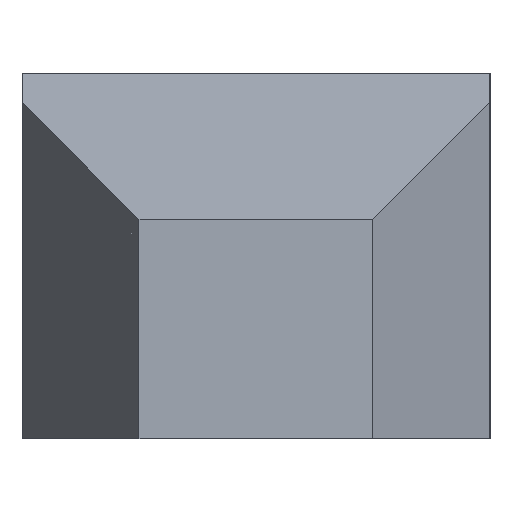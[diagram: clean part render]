
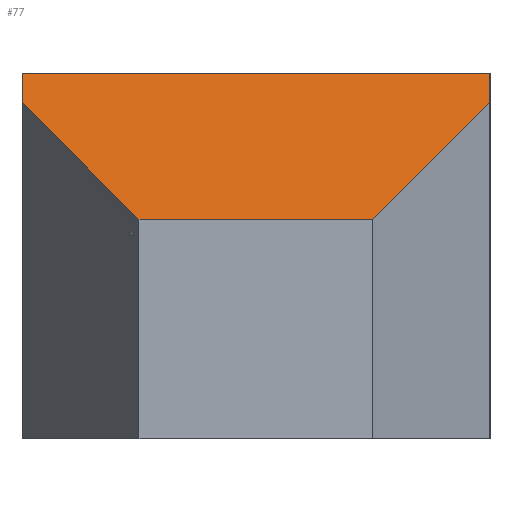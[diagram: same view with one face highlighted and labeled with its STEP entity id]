
A CAD part, left-side view. The second image highlights one B-rep face of the part: STEP entity #77.
In plain terms, the highlighted planar face has unit normal (-0.5, 0, 0.866).
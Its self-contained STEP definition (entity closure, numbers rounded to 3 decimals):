
#77 = ADVANCED_FACE( '', ( #104 ), #105, .T. );
#104 = FACE_OUTER_BOUND( '', #154, .T. );
#105 = PLANE( '', #155 );
#154 = EDGE_LOOP( '', ( #214, #215, #216, #217, #218, #219 ) );
#155 = AXIS2_PLACEMENT_3D( '', #220, #221, #222 );
#214 = ORIENTED_EDGE( '', *, *, #396, .F. );
#215 = ORIENTED_EDGE( '', *, *, #397, .F. );
#216 = ORIENTED_EDGE( '', *, *, #398, .T. );
#217 = ORIENTED_EDGE( '', *, *, #399, .T. );
#218 = ORIENTED_EDGE( '', *, *, #400, .F. );
#219 = ORIENTED_EDGE( '', *, *, #389, .F. );
#220 = CARTESIAN_POINT( '', ( -75., -16., 15. ) );
#221 = DIRECTION( '', ( -0.5, 0., 0.866 ) );
#222 = DIRECTION( '', ( 0.866, 0., 0.5 ) );
#389 = EDGE_CURVE( '', #446, #449, #450, .T. );
#396 = EDGE_CURVE( '', #462, #446, #463, .T. );
#397 = EDGE_CURVE( '', #464, #462, #465, .T. );
#398 = EDGE_CURVE( '', #464, #466, #467, .T. );
#399 = EDGE_CURVE( '', #466, #468, #469, .T. );
#400 = EDGE_CURVE( '', #449, #468, #470, .T. );
#446 = VERTEX_POINT( '', #540 );
#449 = VERTEX_POINT( '', #544 );
#450 = LINE( '', #545, #546 );
#462 = VERTEX_POINT( '', #562 );
#463 = LINE( '', #563, #564 );
#464 = VERTEX_POINT( '', #565 );
#465 = LINE( '', #566, #567 );
#466 = VERTEX_POINT( '', #568 );
#467 = LINE( '', #569, #570 );
#468 = VERTEX_POINT( '', #571 );
#469 = LINE( '', #572, #573 );
#470 = LINE( '', #574, #575 );
#540 = CARTESIAN_POINT( '', ( -75., 8., 15. ) );
#544 = CARTESIAN_POINT( '', ( -61.144, 16., 23. ) );
#545 = CARTESIAN_POINT( '', ( -71.536, 10., 17. ) );
#546 = VECTOR( '', #685, 1000. );
#562 = CARTESIAN_POINT( '', ( -75., -8., 15. ) );
#563 = CARTESIAN_POINT( '', ( -75., -16., 15. ) );
#564 = VECTOR( '', #696, 1000. );
#565 = CARTESIAN_POINT( '', ( -61.144, -16., 23. ) );
#566 = CARTESIAN_POINT( '', ( -60.451, -16.4, 23.4 ) );
#567 = VECTOR( '', #697, 1000. );
#568 = CARTESIAN_POINT( '', ( -57.679, -16., 25. ) );
#569 = CARTESIAN_POINT( '', ( -75., -16., 15. ) );
#570 = VECTOR( '', #698, 1000. );
#571 = CARTESIAN_POINT( '', ( -57.679, 16., 25. ) );
#572 = CARTESIAN_POINT( '', ( -57.679, -16., 25. ) );
#573 = VECTOR( '', #699, 1000. );
#574 = CARTESIAN_POINT( '', ( -75., 16., 15. ) );
#575 = VECTOR( '', #700, 1000. );
#685 = DIRECTION( '', ( 0.775, 0.447, 0.447 ) );
#696 = DIRECTION( '', ( 0., 1., 0. ) );
#697 = DIRECTION( '', ( -0.775, 0.447, -0.447 ) );
#698 = DIRECTION( '', ( 0.866, 0., 0.5 ) );
#699 = DIRECTION( '', ( 0., 1., 0. ) );
#700 = DIRECTION( '', ( 0.866, 0., 0.5 ) );
